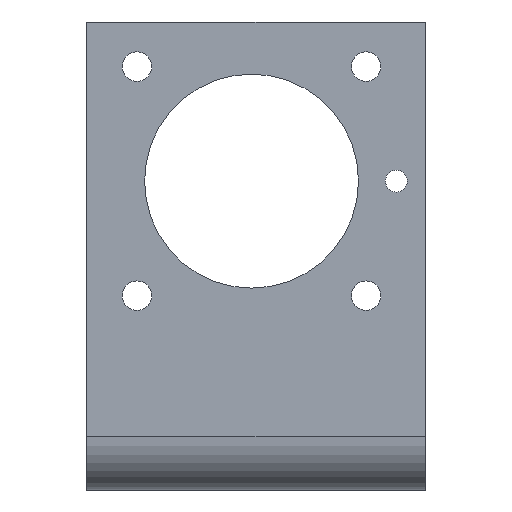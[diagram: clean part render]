
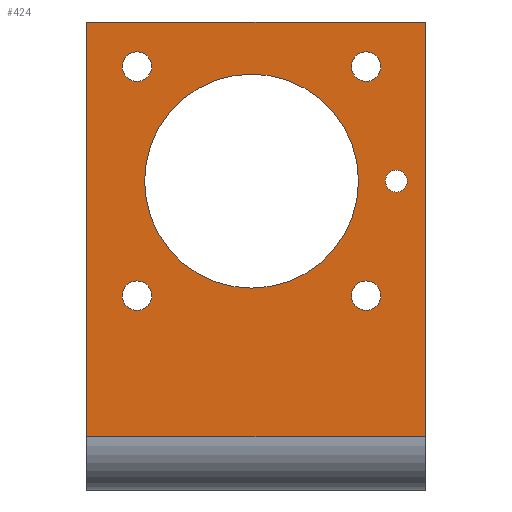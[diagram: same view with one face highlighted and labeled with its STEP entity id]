
A CAD part, left-side view. The second image highlights one B-rep face of the part: STEP entity #424.
In plain terms, the highlighted planar face has unit normal (-1, 0, 0).
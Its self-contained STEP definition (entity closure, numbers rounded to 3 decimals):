
#19=FACE_BOUND('',#86,.T.);
#20=FACE_BOUND('',#87,.T.);
#21=FACE_BOUND('',#88,.T.);
#22=FACE_BOUND('',#89,.T.);
#23=FACE_BOUND('',#90,.T.);
#24=FACE_BOUND('',#91,.T.);
#40=PLANE('',#478);
#58=FACE_OUTER_BOUND('',#85,.T.);
#85=EDGE_LOOP('',(#351,#352,#353,#354));
#86=EDGE_LOOP('',(#355));
#87=EDGE_LOOP('',(#356));
#88=EDGE_LOOP('',(#357));
#89=EDGE_LOOP('',(#358));
#90=EDGE_LOOP('',(#359));
#91=EDGE_LOOP('',(#360));
#120=LINE('',#670,#155);
#128=LINE('',#692,#163);
#131=LINE('',#698,#166);
#132=LINE('',#699,#167);
#155=VECTOR('',#543,10.);
#163=VECTOR('',#571,10.);
#166=VECTOR('',#576,10.);
#167=VECTOR('',#577,10.);
#178=CIRCLE('',#456,1.23);
#187=CIRCLE('',#479,1.65);
#188=CIRCLE('',#480,1.65);
#189=CIRCLE('',#481,1.65);
#190=CIRCLE('',#482,1.65);
#191=CIRCLE('',#483,12.);
#199=VERTEX_POINT('',#628);
#213=VERTEX_POINT('',#667);
#214=VERTEX_POINT('',#669);
#218=VERTEX_POINT('',#691);
#220=VERTEX_POINT('',#697);
#221=VERTEX_POINT('',#700);
#222=VERTEX_POINT('',#702);
#223=VERTEX_POINT('',#704);
#224=VERTEX_POINT('',#706);
#225=VERTEX_POINT('',#708);
#235=EDGE_CURVE('',#199,#199,#178,.T.);
#254=EDGE_CURVE('',#214,#213,#120,.T.);
#265=EDGE_CURVE('',#214,#218,#128,.T.);
#268=EDGE_CURVE('',#220,#213,#131,.T.);
#269=EDGE_CURVE('',#218,#220,#132,.T.);
#270=EDGE_CURVE('',#221,#221,#187,.T.);
#271=EDGE_CURVE('',#222,#222,#188,.T.);
#272=EDGE_CURVE('',#223,#223,#189,.T.);
#273=EDGE_CURVE('',#224,#224,#190,.T.);
#274=EDGE_CURVE('',#225,#225,#191,.T.);
#351=ORIENTED_EDGE('',*,*,#254,.T.);
#352=ORIENTED_EDGE('',*,*,#268,.F.);
#353=ORIENTED_EDGE('',*,*,#269,.F.);
#354=ORIENTED_EDGE('',*,*,#265,.F.);
#355=ORIENTED_EDGE('',*,*,#235,.T.);
#356=ORIENTED_EDGE('',*,*,#270,.T.);
#357=ORIENTED_EDGE('',*,*,#271,.T.);
#358=ORIENTED_EDGE('',*,*,#272,.T.);
#359=ORIENTED_EDGE('',*,*,#273,.T.);
#360=ORIENTED_EDGE('',*,*,#274,.T.);
#424=ADVANCED_FACE('',(#58,#19,#20,#21,#22,#23,#24),#40,.F.);
#456=AXIS2_PLACEMENT_3D('',#630,#506,#507);
#478=AXIS2_PLACEMENT_3D('',#696,#574,#575);
#479=AXIS2_PLACEMENT_3D('',#701,#578,#579);
#480=AXIS2_PLACEMENT_3D('',#703,#580,#581);
#481=AXIS2_PLACEMENT_3D('',#705,#582,#583);
#482=AXIS2_PLACEMENT_3D('',#707,#584,#585);
#483=AXIS2_PLACEMENT_3D('',#709,#586,#587);
#506=DIRECTION('center_axis',(1.,0.,0.));
#507=DIRECTION('ref_axis',(0.,0.,-1.));
#543=DIRECTION('',(0.,-1.,0.));
#571=DIRECTION('',(0.,0.,1.));
#574=DIRECTION('center_axis',(1.,0.,0.));
#575=DIRECTION('ref_axis',(0.,0.,-1.));
#576=DIRECTION('',(0.,0.,-1.));
#577=DIRECTION('',(0.,-1.,0.));
#578=DIRECTION('center_axis',(1.,0.,0.));
#579=DIRECTION('ref_axis',(0.,-1.,0.));
#580=DIRECTION('center_axis',(1.,0.,0.));
#581=DIRECTION('ref_axis',(0.,-1.,0.));
#582=DIRECTION('center_axis',(1.,0.,0.));
#583=DIRECTION('ref_axis',(0.,-1.,0.));
#584=DIRECTION('center_axis',(1.,0.,0.));
#585=DIRECTION('ref_axis',(0.,-1.,0.));
#586=DIRECTION('center_axis',(1.,0.,0.));
#587=DIRECTION('ref_axis',(0.,-1.,0.));
#628=CARTESIAN_POINT('',(0.,3.254,35.88));
#630=CARTESIAN_POINT('Origin',(0.,3.254,34.65));
#667=CARTESIAN_POINT('',(0.,0.,6.));
#669=CARTESIAN_POINT('',(0.,38.,6.));
#670=CARTESIAN_POINT('',(0.,28.5,6.));
#691=CARTESIAN_POINT('',(0.,38.,52.5));
#692=CARTESIAN_POINT('',(0.,38.,0.));
#696=CARTESIAN_POINT('Origin',(0.,19.,26.25));
#697=CARTESIAN_POINT('',(0.,0.,52.5));
#698=CARTESIAN_POINT('',(0.,0.,52.5));
#699=CARTESIAN_POINT('',(0.,38.,52.5));
#700=CARTESIAN_POINT('',(0.,8.3,47.5));
#701=CARTESIAN_POINT('Origin',(0.,6.65,47.5));
#702=CARTESIAN_POINT('',(0.,34.,47.5));
#703=CARTESIAN_POINT('Origin',(0.,32.35,47.5));
#704=CARTESIAN_POINT('',(0.,8.3,21.8));
#705=CARTESIAN_POINT('Origin',(0.,6.65,21.8));
#706=CARTESIAN_POINT('',(0.,34.,21.8));
#707=CARTESIAN_POINT('Origin',(0.,32.35,21.8));
#708=CARTESIAN_POINT('',(0.,31.5,34.65));
#709=CARTESIAN_POINT('Origin',(0.,19.5,34.65));
